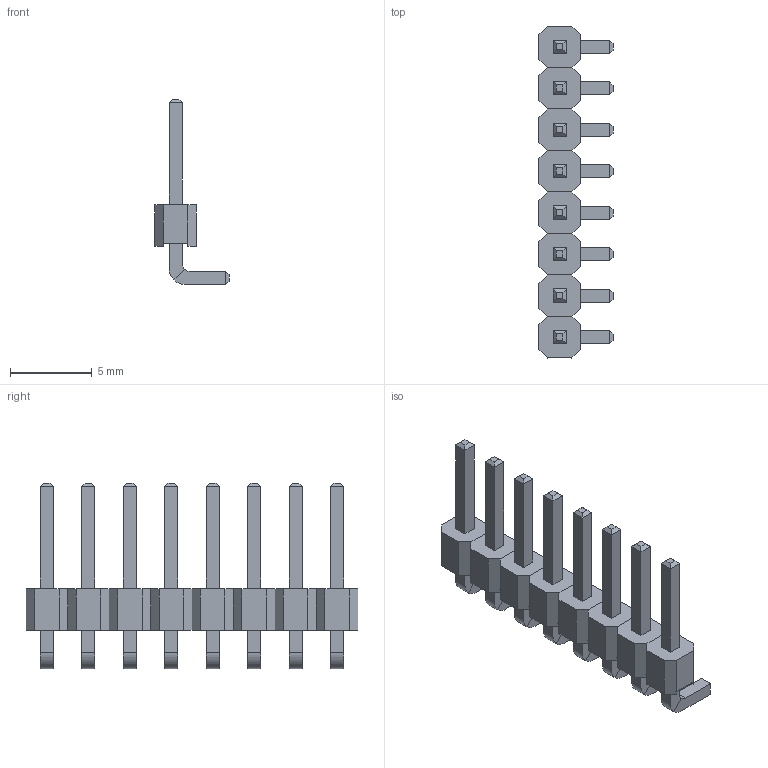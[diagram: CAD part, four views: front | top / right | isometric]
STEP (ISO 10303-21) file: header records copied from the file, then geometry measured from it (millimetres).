
FILE_DESCRIPTION(('FreeCAD Model'),'2;1');
FILE_NAME('1x08_90.stp','2015-04-12T11:26:50',( 'FreeCAD'),('FreeCAD'),'Open CASCADE STEP processor 6.7','FreeCAD', 'Unknown');
FILE_SCHEMA(('AUTOMOTIVE_DESIGN_CC2 { 1 2 10303 214 -1 1 5 4 }'));
Length unit declared in the file: millimetre
Products named in the file (2): Array001; Array
Bounding box: 4.54 x 20.32 x 11.34 mm (x, y, z)
Volume: 172.9 mm3; surface area: 689.5 mm2
Topology: 16 solids, 16 shells, 304 faces, 720 edges, 448 vertices
Faces by surface type: plane 288, cylinder 16
Entity records: 18046 total; most frequent: CARTESIAN_POINT 3185, DIRECTION 2722, LINE 1952, VECTOR 1952, ORIENTED_EDGE 1440, PCURVE 1440, DEFINITIONAL_REPRESENTATION 1440, EDGE_CURVE 720
